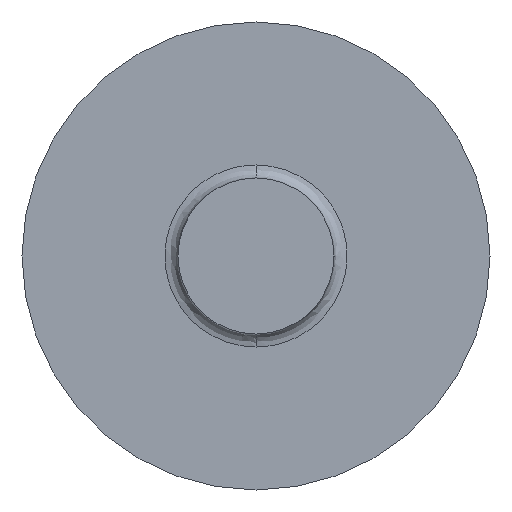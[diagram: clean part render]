
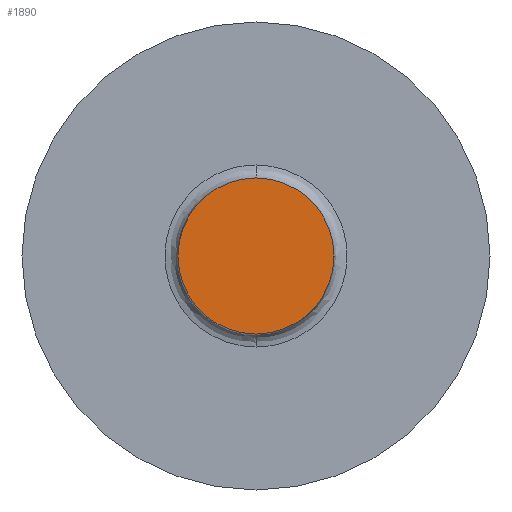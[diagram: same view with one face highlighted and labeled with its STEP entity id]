
A CAD part, front view. The second image highlights one B-rep face of the part: STEP entity #1890.
In plain terms, the highlighted planar face has unit normal (0, -1, 0).
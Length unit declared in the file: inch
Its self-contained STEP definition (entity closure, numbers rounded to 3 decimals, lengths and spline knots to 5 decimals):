
#18 = ORIENTED_EDGE ( 'NONE', *, *, #1086, .F. ) ;
#129 = CARTESIAN_POINT ( 'NONE',  ( 0., -14.17323, 0. ) ) ;
#151 = AXIS2_PLACEMENT_3D ( 'NONE', #129, #488, #654 ) ;
#216 = CARTESIAN_POINT ( 'NONE',  ( 0.11811, -14.17323, 0. ) ) ;
#219 = PLANE ( 'NONE',  #1762 ) ;
#354 = CIRCLE ( 'NONE', #151, 0.11811 ) ;
#414 = DIRECTION ( 'NONE',  ( 1., 0., 0. ) ) ;
#488 = DIRECTION ( 'NONE',  ( 0., 1., 0. ) ) ;
#540 = VERTEX_POINT ( 'NONE', #1274 ) ;
#654 = DIRECTION ( 'NONE',  ( -1., 0., 0. ) ) ;
#675 = FACE_OUTER_BOUND ( 'NONE', #816, .T. ) ;
#816 = EDGE_LOOP ( 'NONE', ( #18, #1240 ) ) ;
#928 = CIRCLE ( 'NONE', #1304, 0.11811 ) ;
#934 = CARTESIAN_POINT ( 'NONE',  ( 0., -14.17323, 0.05906 ) ) ;
#1086 = EDGE_CURVE ( 'NONE', #540, #1915, #928, .T. ) ;
#1154 = DIRECTION ( 'NONE',  ( -1., 0., 0. ) ) ;
#1240 = ORIENTED_EDGE ( 'NONE', *, *, #2074, .F. ) ;
#1274 = CARTESIAN_POINT ( 'NONE',  ( -0.11811, -14.17323, 0. ) ) ;
#1304 = AXIS2_PLACEMENT_3D ( 'NONE', #1500, #2214, #1154 ) ;
#1466 = DIRECTION ( 'NONE',  ( 0., -1., 0. ) ) ;
#1500 = CARTESIAN_POINT ( 'NONE',  ( 0., -14.17323, 0. ) ) ;
#1762 = AXIS2_PLACEMENT_3D ( 'NONE', #934, #1466, #414 ) ;
#1890 = ADVANCED_FACE ( 'NONE', ( #675 ), #219, .T. ) ;
#1915 = VERTEX_POINT ( 'NONE', #216 ) ;
#2074 = EDGE_CURVE ( 'NONE', #1915, #540, #354, .T. ) ;
#2214 = DIRECTION ( 'NONE',  ( 0., 1., 0. ) ) ;
